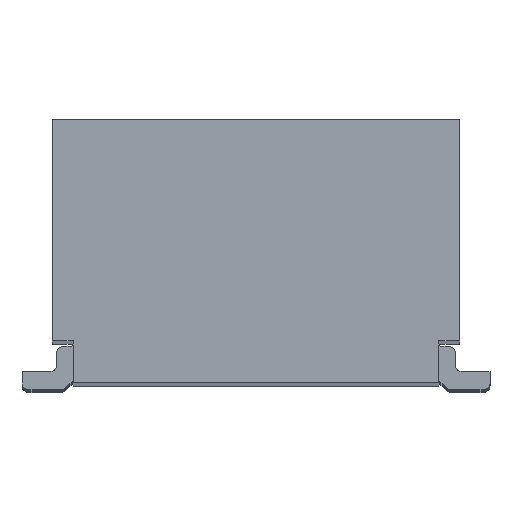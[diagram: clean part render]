
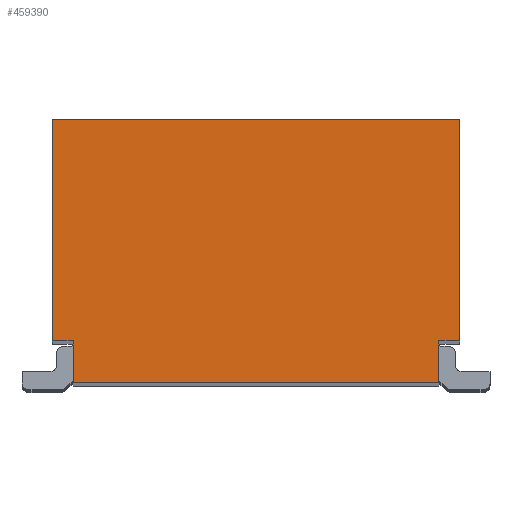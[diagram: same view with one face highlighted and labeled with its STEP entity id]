
A CAD part, top view. The second image highlights one B-rep face of the part: STEP entity #459390.
In plain terms, the highlighted planar face has unit normal (0, 0, 1).
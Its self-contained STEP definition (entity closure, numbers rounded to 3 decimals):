
#301820=CARTESIAN_POINT('',(-1.32,-0.5,5.185));
#301830=VERTEX_POINT('',#301820);
#301860=CARTESIAN_POINT('',(0.,-0.5,
5.185));
#301870=DIRECTION('',(-1.,0.,0.));
#301880=VECTOR('',#301870,1.);
#301890=LINE('',#301860,#301880);
#301900=CARTESIAN_POINT('',(1.32,-0.5,5.185));
#301910=VERTEX_POINT('',#301900);
#301920=EDGE_CURVE('',#301910,#301830,#301890,.T.);
#344940=CARTESIAN_POINT('',(0.,-0.2,
5.185));
#344950=DIRECTION('',(1.,0.,0.));
#344960=VECTOR('',#344950,1.);
#344970=LINE('',#344940,#344960);
#344980=CARTESIAN_POINT('',(-1.47,-0.2,5.185));
#344990=VERTEX_POINT('',#344980);
#345000=CARTESIAN_POINT('',(-1.32,-0.2,5.185));
#345010=VERTEX_POINT('',#345000);
#345020=EDGE_CURVE('',#344990,#345010,#344970,.T.);
#363500=CARTESIAN_POINT('',(-1.47,1.4,5.185));
#363510=VERTEX_POINT('',#363500);
#363540=CARTESIAN_POINT('',(-1.47,-0.5,5.185));
#363550=DIRECTION('',(0.,-1.,0.));
#363560=VECTOR('',#363550,1.);
#363570=LINE('',#363540,#363560);
#363580=EDGE_CURVE('',#363510,#344990,#363570,.T.);
#413640=CARTESIAN_POINT('',(1.32,-0.5,5.185));
#413650=DIRECTION('',(0.,-1.,0.));
#413660=VECTOR('',#413650,1.);
#413670=LINE('',#413640,#413660);
#413680=CARTESIAN_POINT('',(1.32,-0.2,5.185));
#413690=VERTEX_POINT('',#413680);
#413700=EDGE_CURVE('',#413690,#301910,#413670,.T.);
#435200=CARTESIAN_POINT('',(-1.32,-0.5,5.185));
#435210=DIRECTION('',(0.,-1.,0.));
#435220=VECTOR('',#435210,1.);
#435230=LINE('',#435200,#435220);
#435240=EDGE_CURVE('',#345010,#301830,#435230,.T.);
#455370=CARTESIAN_POINT('',(0.,-0.2,
5.185));
#455380=DIRECTION('',(1.,0.,0.));
#455390=VECTOR('',#455380,1.);
#455400=LINE('',#455370,#455390);
#455410=CARTESIAN_POINT('',(1.47,-0.2,5.185));
#455420=VERTEX_POINT('',#455410);
#455430=EDGE_CURVE('',#413690,#455420,#455400,.T.);
#459120=CARTESIAN_POINT('',(-0.67,0.288,5.185))
;
#459130=DIRECTION('',(0.,0.,-1.));
#459140=DIRECTION('',(-1.,0.,0.));
#459150=AXIS2_PLACEMENT_3D('',#459120,#459130,#459140);
#459160=PLANE('',#459150);
#459170=ORIENTED_EDGE('',*,*,#413700,.F.);
#459180=ORIENTED_EDGE('',*,*,#301920,.F.);
#459190=ORIENTED_EDGE('',*,*,#435240,.T.);
#459200=ORIENTED_EDGE('',*,*,#345020,.T.);
#459210=ORIENTED_EDGE('',*,*,#363580,.T.);
#459220=CARTESIAN_POINT('',(0.,1.4,5.185));
#459230=DIRECTION('',(1.,0.,0.));
#459240=VECTOR('',#459230,1.);
#459250=LINE('',#459220,#459240);
#459260=CARTESIAN_POINT('',(1.47,1.4,5.185));
#459270=VERTEX_POINT('',#459260);
#459280=EDGE_CURVE('',#363510,#459270,#459250,.T.);
#459290=ORIENTED_EDGE('',*,*,#459280,.F.);
#459300=CARTESIAN_POINT('',(1.47,-0.5,5.185));
#459310=DIRECTION('',(0.,-1.,0.));
#459320=VECTOR('',#459310,1.);
#459330=LINE('',#459300,#459320);
#459340=EDGE_CURVE('',#459270,#455420,#459330,.T.);
#459350=ORIENTED_EDGE('',*,*,#459340,.F.);
#459360=ORIENTED_EDGE('',*,*,#455430,.T.);
#459370=EDGE_LOOP('',(#459360,#459350,#459290,#459210,#459200,#459190,
#459180,#459170));
#459380=FACE_OUTER_BOUND('',#459370,.T.);
#459390=ADVANCED_FACE('',(#459380),#459160,.F.);
